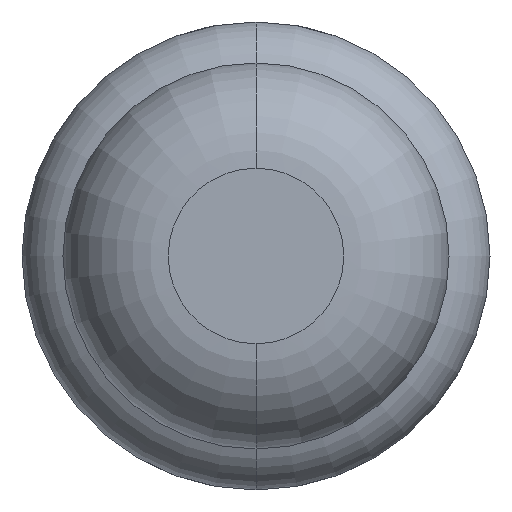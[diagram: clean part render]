
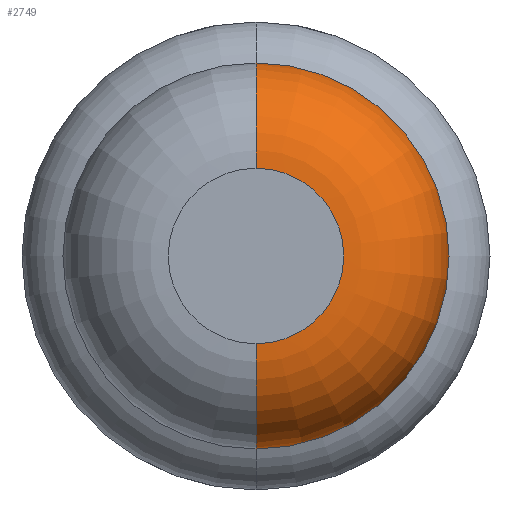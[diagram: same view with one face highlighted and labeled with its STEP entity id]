
A CAD part, front view. The second image highlights one B-rep face of the part: STEP entity #2749.
In plain terms, the highlighted toroidal (fillet/blend) face has major radius 0.375 mm and minor radius 0.45 mm.
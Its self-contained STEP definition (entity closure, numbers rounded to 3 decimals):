
#115 = DIRECTION ( 'NONE',  ( 0., 0., 1. ) ) ;
#129 = CIRCLE ( 'NONE', #3385, 0.45 ) ;
#131 = ORIENTED_EDGE ( 'NONE', *, *, #1780, .F. ) ;
#376 = AXIS2_PLACEMENT_3D ( 'NONE', #799, #761, #3257 ) ;
#391 = EDGE_LOOP ( 'NONE', ( #2546, #1207, #131, #2385 ) ) ;
#491 = DIRECTION ( 'NONE',  ( -1., 0., 0. ) ) ;
#532 = DIRECTION ( 'NONE',  ( 0., 1., 0. ) ) ;
#737 = FACE_OUTER_BOUND ( 'NONE', #391, .T. ) ;
#761 = DIRECTION ( 'NONE',  ( 0., 1., 0. ) ) ;
#799 = CARTESIAN_POINT ( 'NONE',  ( 0., -26.95, 0. ) ) ;
#840 = DIRECTION ( 'NONE',  ( 0., 0., 1. ) ) ;
#1024 = CARTESIAN_POINT ( 'NONE',  ( 0., -26.95, -0.825 ) ) ;
#1207 = ORIENTED_EDGE ( 'NONE', *, *, #2642, .T. ) ;
#1276 = DIRECTION ( 'NONE',  ( 0., 0., -1. ) ) ;
#1564 = CARTESIAN_POINT ( 'NONE',  ( 0., -26.95, -0.375 ) ) ;
#1590 = AXIS2_PLACEMENT_3D ( 'NONE', #3847, #491, #840 ) ;
#1687 = CARTESIAN_POINT ( 'NONE',  ( 0., -27.4, 0.375 ) ) ;
#1767 = VERTEX_POINT ( 'NONE', #2007 ) ;
#1780 = EDGE_CURVE ( 'Defeature ausgef�hrt1_12+Defeature ausgef�hrt1_11+Defeature ausgef�hrt1_11+Defeature ausgef�hrt1_11', #3987, #2691, #2350, .T. ) ;
#1860 = CIRCLE ( 'NONE', #2214, 0.375 ) ;
#2007 = CARTESIAN_POINT ( 'NONE',  ( 0., -27.4, -0.375 ) ) ;
#2192 = EDGE_CURVE ( 'Defeature ausgef�hrt1_11+Defeature ausgef�hrt1_10+Defeature ausgef�hrt1_10+Defeature ausgef�hrt1_10', #2323, #1767, #1860, .T. ) ;
#2196 = DIRECTION ( 'NONE',  ( 0., 0., 1. ) ) ;
#2214 = AXIS2_PLACEMENT_3D ( 'NONE', #3119, #532, #2196 ) ;
#2221 = EDGE_CURVE ( 'NONE', #2323, #3987, #2644, .T. ) ;
#2323 = VERTEX_POINT ( 'NONE', #1687 ) ;
#2350 = CIRCLE ( 'NONE', #376, 0.825 ) ;
#2385 = ORIENTED_EDGE ( 'NONE', *, *, #2221, .F. ) ;
#2440 = DIRECTION ( 'NONE',  ( 1., 0., 0. ) ) ;
#2546 = ORIENTED_EDGE ( 'NONE', *, *, #2192, .T. ) ;
#2567 = CARTESIAN_POINT ( 'NONE',  ( 0., -26.95, 0. ) ) ;
#2642 = EDGE_CURVE ( 'NONE', #1767, #2691, #129, .T. ) ;
#2644 = CIRCLE ( 'NONE', #1590, 0.45 ) ;
#2691 = VERTEX_POINT ( 'NONE', #1024 ) ;
#2749 = ADVANCED_FACE ( 'Defeature ausgef�hrt1_11', ( #737 ), #4006, .T. ) ;
#2966 = CARTESIAN_POINT ( 'NONE',  ( 0., -26.95, 0.825 ) ) ;
#3119 = CARTESIAN_POINT ( 'NONE',  ( 0., -27.4, 0. ) ) ;
#3257 = DIRECTION ( 'NONE',  ( 0., 0., 1. ) ) ;
#3385 = AXIS2_PLACEMENT_3D ( 'NONE', #1564, #2440, #1276 ) ;
#3462 = AXIS2_PLACEMENT_3D ( 'NONE', #2567, #3514, #115 ) ;
#3514 = DIRECTION ( 'NONE',  ( 0., 1., 0. ) ) ;
#3847 = CARTESIAN_POINT ( 'NONE',  ( 0., -26.95, 0.375 ) ) ;
#3987 = VERTEX_POINT ( 'NONE', #2966 ) ;
#4006 = TOROIDAL_SURFACE ( 'NONE', #3462, 0.375, 0.45 ) ;
